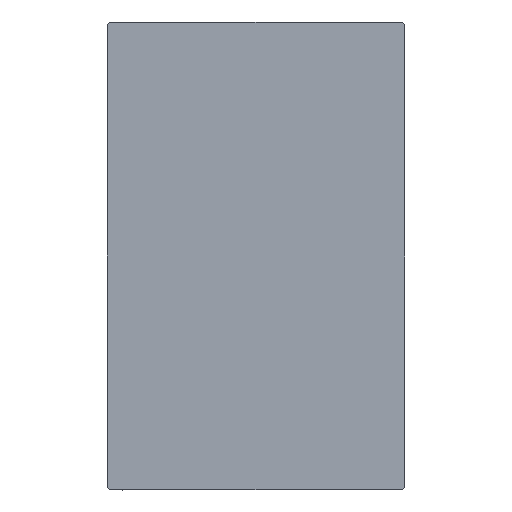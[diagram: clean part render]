
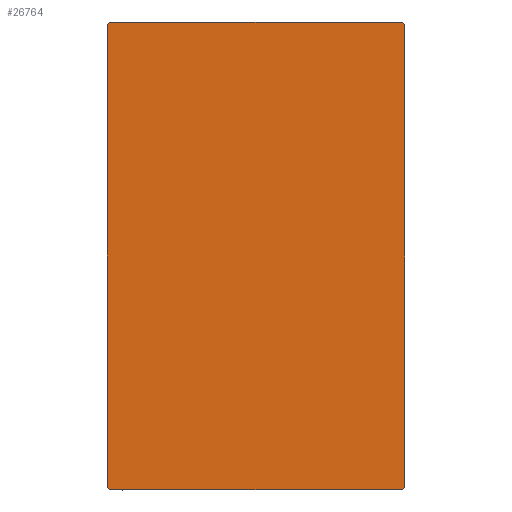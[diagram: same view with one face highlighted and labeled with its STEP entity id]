
A CAD part, left-side view. The second image highlights one B-rep face of the part: STEP entity #26764.
In plain terms, the highlighted face is planar.
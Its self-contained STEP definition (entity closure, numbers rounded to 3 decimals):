
#77 = VERTEX_POINT ( 'NONE', #22986 ) ;
#431 = DIRECTION ( 'NONE',  ( 0., 0., -1. ) ) ;
#854 = ORIENTED_EDGE ( 'NONE', *, *, #20574, .T. ) ;
#1706 = CARTESIAN_POINT ( 'NONE',  ( 56., -17.2, -27.5 ) ) ;
#1954 = ORIENTED_EDGE ( 'NONE', *, *, #18686, .T. ) ;
#2103 = CARTESIAN_POINT ( 'NONE',  ( 56., 0., 0. ) ) ;
#2348 = VERTEX_POINT ( 'NONE', #6019 ) ;
#3441 = VECTOR ( 'NONE', #24724, 1000. ) ;
#3601 = DIRECTION ( 'NONE',  ( 0., 1., 0. ) ) ;
#4507 = VERTEX_POINT ( 'NONE', #1706 ) ;
#6019 = CARTESIAN_POINT ( 'NONE',  ( 56., -17.2, 27.5 ) ) ;
#8718 = VERTEX_POINT ( 'NONE', #29946 ) ;
#8844 = ORIENTED_EDGE ( 'NONE', *, *, #23318, .T. ) ;
#9122 = VECTOR ( 'NONE', #431, 1000. ) ;
#9363 = PLANE ( 'NONE',  #37498 ) ;
#9975 = VECTOR ( 'NONE', #28884, 1000. ) ;
#10347 = ORIENTED_EDGE ( 'NONE', *, *, #34558, .T. ) ;
#11803 = DIRECTION ( 'NONE',  ( 0., 0., -1. ) ) ;
#12300 = LINE ( 'NONE', #28550, #14287 ) ;
#12308 = CARTESIAN_POINT ( 'NONE',  ( 56., 22.35, 22.35 ) ) ;
#12656 = VECTOR ( 'NONE', #3601, 1000. ) ;
#13727 = CARTESIAN_POINT ( 'NONE',  ( 56., 17.5, -27.5 ) ) ;
#14190 = EDGE_CURVE ( 'NONE', #38027, #77, #38290, .T. ) ;
#14287 = VECTOR ( 'NONE', #22831, 1000. ) ;
#14526 = ORIENTED_EDGE ( 'NONE', *, *, #19096, .T. ) ;
#14966 = VERTEX_POINT ( 'NONE', #40555 ) ;
#16751 = EDGE_CURVE ( 'NONE', #2348, #38027, #17170, .T. ) ;
#17170 = LINE ( 'NONE', #37633, #28871 ) ;
#18686 = EDGE_CURVE ( 'NONE', #8718, #2348, #32822, .T. ) ;
#19096 = EDGE_CURVE ( 'NONE', #29378, #8718, #22620, .T. ) ;
#19863 = VECTOR ( 'NONE', #23826, 1000. ) ;
#20034 = DIRECTION ( 'NONE',  ( 0., -0.707, -0.707 ) ) ;
#20324 = LINE ( 'NONE', #33737, #12656 ) ;
#20574 = EDGE_CURVE ( 'NONE', #14966, #26072, #27812, .T. ) ;
#20910 = ORIENTED_EDGE ( 'NONE', *, *, #25362, .T. ) ;
#22620 = LINE ( 'NONE', #12308, #42914 ) ;
#22831 = DIRECTION ( 'NONE',  ( 0., 0.707, -0.707 ) ) ;
#22986 = CARTESIAN_POINT ( 'NONE',  ( 56., -17.5, -27.2 ) ) ;
#23318 = EDGE_CURVE ( 'NONE', #4507, #14966, #20324, .T. ) ;
#23826 = DIRECTION ( 'NONE',  ( 0., 0., 1. ) ) ;
#23966 = ORIENTED_EDGE ( 'NONE', *, *, #14190, .T. ) ;
#24264 = LINE ( 'NONE', #13727, #19863 ) ;
#24724 = DIRECTION ( 'NONE',  ( 0., 0.707, 0.707 ) ) ;
#25362 = EDGE_CURVE ( 'NONE', #77, #4507, #12300, .T. ) ;
#25427 = DIRECTION ( 'NONE',  ( 1., 0., 0. ) ) ;
#26072 = VERTEX_POINT ( 'NONE', #35499 ) ;
#26764 = ADVANCED_FACE ( 'NONE', ( #41072 ), #9363, .T. ) ;
#27812 = LINE ( 'NONE', #30679, #3441 ) ;
#28550 = CARTESIAN_POINT ( 'NONE',  ( 56., -22.35, -22.35 ) ) ;
#28836 = EDGE_LOOP ( 'NONE', ( #8844, #854, #10347, #14526, #1954, #30483, #23966, #20910 ) ) ;
#28871 = VECTOR ( 'NONE', #20034, 1000. ) ;
#28884 = DIRECTION ( 'NONE',  ( 0., -1., 0. ) ) ;
#29215 = DIRECTION ( 'NONE',  ( 0., -0.707, 0.707 ) ) ;
#29378 = VERTEX_POINT ( 'NONE', #36162 ) ;
#29946 = CARTESIAN_POINT ( 'NONE',  ( 56., 17.2, 27.5 ) ) ;
#30483 = ORIENTED_EDGE ( 'NONE', *, *, #16751, .T. ) ;
#30679 = CARTESIAN_POINT ( 'NONE',  ( 56., 22.35, -22.35 ) ) ;
#30876 = CARTESIAN_POINT ( 'NONE',  ( 56., -17.5, 27.2 ) ) ;
#32822 = LINE ( 'NONE', #42756, #9975 ) ;
#33737 = CARTESIAN_POINT ( 'NONE',  ( 56., -17.5, -27.5 ) ) ;
#34558 = EDGE_CURVE ( 'NONE', #26072, #29378, #24264, .T. ) ;
#35499 = CARTESIAN_POINT ( 'NONE',  ( 56., 17.5, -27.2 ) ) ;
#36162 = CARTESIAN_POINT ( 'NONE',  ( 56., 17.5, 27.2 ) ) ;
#37498 = AXIS2_PLACEMENT_3D ( 'NONE', #2103, #25427, #11803 ) ;
#37633 = CARTESIAN_POINT ( 'NONE',  ( 56., -22.35, 22.35 ) ) ;
#38027 = VERTEX_POINT ( 'NONE', #30876 ) ;
#38067 = CARTESIAN_POINT ( 'NONE',  ( 56., -17.5, 27.5 ) ) ;
#38290 = LINE ( 'NONE', #38067, #9122 ) ;
#40555 = CARTESIAN_POINT ( 'NONE',  ( 56., 17.2, -27.5 ) ) ;
#41072 = FACE_OUTER_BOUND ( 'NONE', #28836, .T. ) ;
#42756 = CARTESIAN_POINT ( 'NONE',  ( 56., 17.5, 27.5 ) ) ;
#42914 = VECTOR ( 'NONE', #29215, 1000. ) ;
